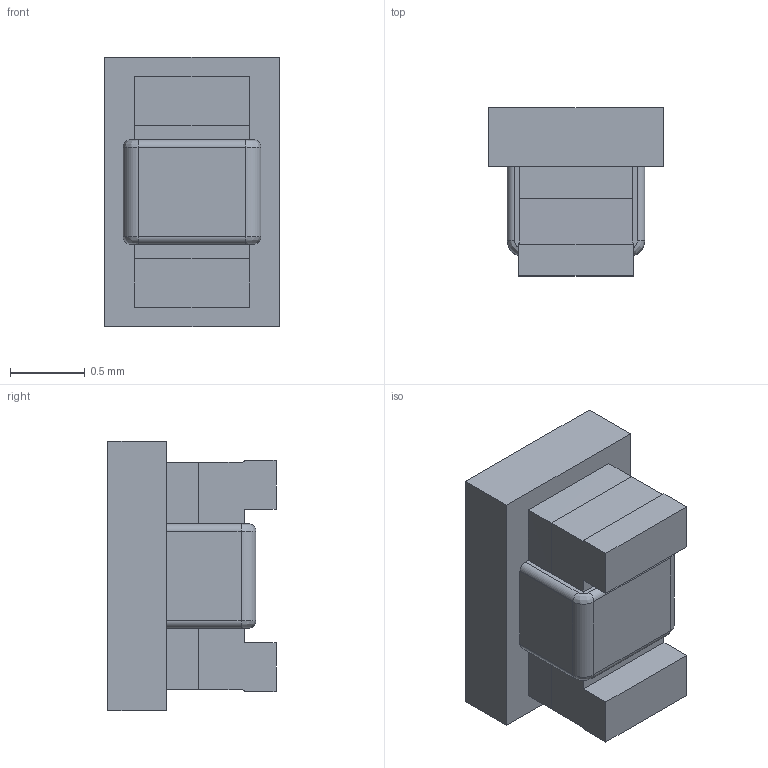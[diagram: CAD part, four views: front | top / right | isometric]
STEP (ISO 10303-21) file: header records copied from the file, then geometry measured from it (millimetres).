
FILE_DESCRIPTION (( 'STEP AP214' ), '1' );
FILE_NAME ('Coilcraft-0603LS-DEFAULT.STEP', '2011-01-27T17:48:14', ( 'SysAdmin' ), ( 'SolidWorks' ), 'SwSTEP 2.0', 'SolidWorks 2011', '' );
FILE_SCHEMA (( 'AUTOMOTIVE_DESIGN' ));
Length unit declared in the file: millimetre
Products named in the file (1): Coilcraft-0603LS-DEFAULT
Bounding box: 1.17 x 1.12 x 1.8 mm (x, y, z)
Volume: 1.6 mm3; surface area: 10.7 mm2
Topology: 1 solids, 1 shells, 48 faces, 122 edges, 76 vertices
Faces by surface type: plane 34, cylinder 10, bspline 4
Entity records: 2051 total; most frequent: CARTESIAN_POINT 376, ORIENTED_EDGE 244, DIRECTION 209, EDGE_CURVE 122, VECTOR 79, LINE 79, VERTEX_POINT 76, AXIS2_PLACEMENT_3D 65
